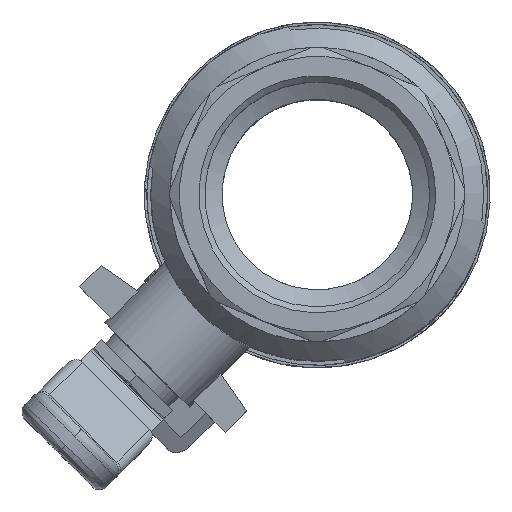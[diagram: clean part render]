
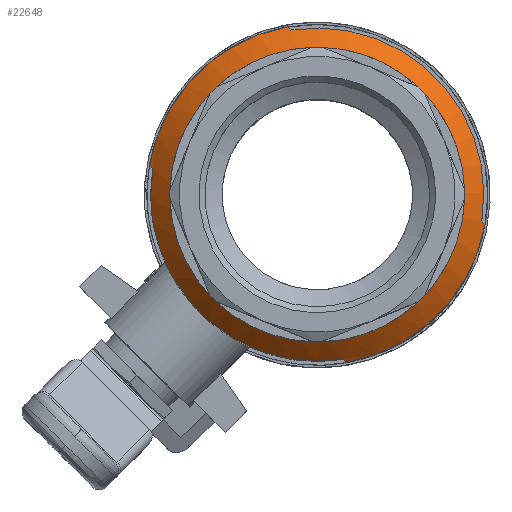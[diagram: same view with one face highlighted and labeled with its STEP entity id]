
A CAD part, top view. The second image highlights one B-rep face of the part: STEP entity #22648.
In plain terms, the highlighted conical face has half-angle 45 degrees and reference radius 33.25 mm.
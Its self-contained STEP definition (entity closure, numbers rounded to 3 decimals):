
#107=CONICAL_SURFACE('',#32507,33.25,0.785);
#7159=ORIENTED_EDGE('',*,*,#13125,.F.);
#7160=ORIENTED_EDGE('',*,*,#13089,.F.);
#7161=ORIENTED_EDGE('',*,*,#12625,.F.);
#7162=ORIENTED_EDGE('',*,*,#13126,.F.);
#7163=ORIENTED_EDGE('',*,*,#13127,.F.);
#7164=ORIENTED_EDGE('',*,*,#13074,.F.);
#7165=ORIENTED_EDGE('',*,*,#12618,.F.);
#7166=ORIENTED_EDGE('',*,*,#13082,.F.);
#7167=ORIENTED_EDGE('',*,*,#13128,.F.);
#12618=EDGE_CURVE('',#15955,#15956,#17997,.T.);
#12625=EDGE_CURVE('',#15962,#15952,#18000,.T.);
#13074=EDGE_CURVE('',#15956,#16248,#18023,.T.);
#13082=EDGE_CURVE('',#16254,#15955,#18026,.T.);
#13089=EDGE_CURVE('',#15952,#16260,#18030,.T.);
#13125=EDGE_CURVE('',#16260,#16254,#18043,.T.);
#13126=EDGE_CURVE('',#16292,#15962,#18044,.T.);
#13127=EDGE_CURVE('',#16248,#16292,#18045,.T.);
#13128=EDGE_CURVE('',#16293,#16293,#18046,.T.);
#15952=VERTEX_POINT('',#46147);
#15955=VERTEX_POINT('',#46152);
#15956=VERTEX_POINT('',#46154);
#15962=VERTEX_POINT('',#46190);
#16248=VERTEX_POINT('',#47096);
#16254=VERTEX_POINT('',#47111);
#16260=VERTEX_POINT('',#47128);
#16292=VERTEX_POINT('',#47345);
#16293=VERTEX_POINT('',#47348);
#17997=CIRCLE('',#32019,34.);
#18000=CIRCLE('',#32022,34.);
#18023=CIRCLE('',#32471,214.176);
#18026=CIRCLE('',#32476,214.176);
#18030=CIRCLE('',#32483,214.176);
#18043=CIRCLE('',#32508,33.25);
#18044=CIRCLE('',#32509,214.176);
#18045=CIRCLE('',#32510,33.25);
#18046=CIRCLE('',#32511,29.4);
#18736=EDGE_LOOP('',(#7159,#7160,#7161,#7162,#7163,#7164,#7165,#7166));
#18737=EDGE_LOOP('',(#7167));
#20159=FACE_BOUND('',#18736,.T.);
#20160=FACE_BOUND('',#18737,.T.);
#22648=ADVANCED_FACE('',(#20159,#20160),#107,.T.);
#32019=AXIS2_PLACEMENT_3D('',#46153,#36120,#36121);
#32022=AXIS2_PLACEMENT_3D('',#46191,#36128,#36129);
#32471=AXIS2_PLACEMENT_3D('',#47095,#37196,#37197);
#32476=AXIS2_PLACEMENT_3D('',#47112,#37211,#37212);
#32483=AXIS2_PLACEMENT_3D('',#47127,#37228,#37229);
#32507=AXIS2_PLACEMENT_3D('',#47342,#37293,#37294);
#32508=AXIS2_PLACEMENT_3D('',#47343,#37295,#37296);
#32509=AXIS2_PLACEMENT_3D('',#47344,#37297,#37298);
#32510=AXIS2_PLACEMENT_3D('',#47346,#37299,#37300);
#32511=AXIS2_PLACEMENT_3D('',#47347,#37301,#37302);
#36120=DIRECTION('',(0.,0.,-1.));
#36121=DIRECTION('',(-0.707,-0.707,0.));
#36128=DIRECTION('',(0.,0.,-1.));
#36129=DIRECTION('',(-0.707,-0.707,0.));
#37196=DIRECTION('',(-0.707,-0.707,0.));
#37197=DIRECTION('',(0.448,-0.448,0.774));
#37211=DIRECTION('',(0.707,0.707,0.));
#37212=DIRECTION('',(0.445,-0.445,0.777));
#37228=DIRECTION('',(0.707,0.707,0.));
#37229=DIRECTION('',(-0.448,0.448,0.774));
#37293=DIRECTION('',(0.,0.,-1.));
#37294=DIRECTION('',(0.707,0.707,0.));
#37295=DIRECTION('',(0.,0.,-1.));
#37296=DIRECTION('',(0.707,-0.707,0.));
#37297=DIRECTION('',(-0.707,-0.707,0.));
#37298=DIRECTION('',(-0.445,0.445,0.777));
#37299=DIRECTION('',(0.,0.,-1.));
#37300=DIRECTION('',(0.707,-0.707,0.));
#37301=DIRECTION('',(0.,0.,1.));
#37302=DIRECTION('',(-0.707,-0.707,0.));
#46147=CARTESIAN_POINT('',(-5.906,33.483,44.7));
#46152=CARTESIAN_POINT('',(33.483,-5.906,44.7));
#46153=CARTESIAN_POINT('',(0.,0.,
44.7));
#46154=CARTESIAN_POINT('',(5.906,-33.483,44.7));
#46190=CARTESIAN_POINT('',(-33.483,5.906,44.7));
#46191=CARTESIAN_POINT('',(0.,0.,
44.7));
#47095=CARTESIAN_POINT('',(-90.07,62.493,-120.976));
#47096=CARTESIAN_POINT('',(5.255,-32.832,45.45));
#47111=CARTESIAN_POINT('',(32.832,-5.255,45.45));
#47112=CARTESIAN_POINT('',(-62.493,90.07,-120.976));
#47127=CARTESIAN_POINT('',(90.07,-62.493,-120.976));
#47128=CARTESIAN_POINT('',(-5.255,32.832,45.45));
#47342=CARTESIAN_POINT('',(0.,0.,
45.45));
#47343=CARTESIAN_POINT('',(0.,0.,45.45));
#47344=CARTESIAN_POINT('',(62.493,-90.07,-120.976));
#47345=CARTESIAN_POINT('',(-32.832,5.255,45.45));
#47346=CARTESIAN_POINT('',(0.,0.,45.45));
#47347=CARTESIAN_POINT('',(0.,0.,
49.3));
#47348=CARTESIAN_POINT('',(-20.789,-20.789,49.3));
